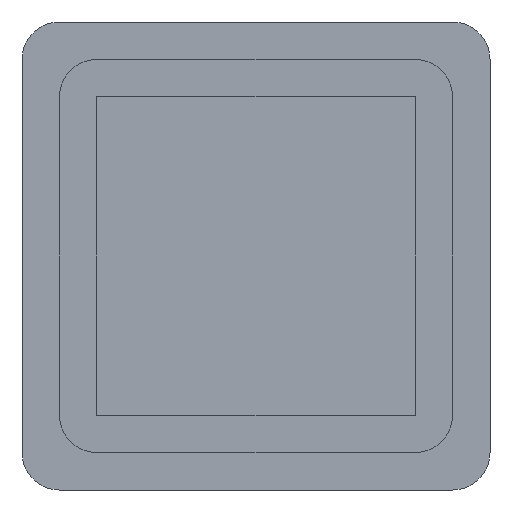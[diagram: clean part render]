
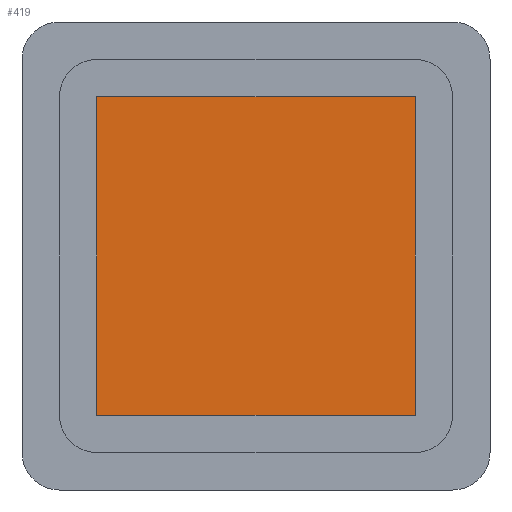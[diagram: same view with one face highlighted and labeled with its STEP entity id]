
A CAD part, front view. The second image highlights one B-rep face of the part: STEP entity #419.
In plain terms, the highlighted planar face has unit normal (0, -1, 0).
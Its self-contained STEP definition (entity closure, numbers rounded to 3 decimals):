
#45=FACE_OUTER_BOUND('',#69,.T.);
#69=EDGE_LOOP('',(#295,#296,#297,#298));
#91=LINE('',#632,#135);
#95=LINE('',#640,#139);
#98=LINE('',#646,#142);
#101=LINE('',#651,#145);
#135=VECTOR('',#506,10.);
#139=VECTOR('',#512,10.);
#142=VECTOR('',#517,10.);
#145=VECTOR('',#522,10.);
#179=VERTEX_POINT('',#630);
#180=VERTEX_POINT('',#631);
#183=VERTEX_POINT('',#639);
#185=VERTEX_POINT('',#645);
#219=EDGE_CURVE('',#179,#180,#91,.T.);
#223=EDGE_CURVE('',#183,#180,#95,.T.);
#226=EDGE_CURVE('',#185,#183,#98,.T.);
#229=EDGE_CURVE('',#179,#185,#101,.T.);
#295=ORIENTED_EDGE('',*,*,#219,.F.);
#296=ORIENTED_EDGE('',*,*,#229,.T.);
#297=ORIENTED_EDGE('',*,*,#226,.T.);
#298=ORIENTED_EDGE('',*,*,#223,.T.);
#403=PLANE('',#466);
#419=ADVANCED_FACE('',(#45),#403,.F.);
#466=AXIS2_PLACEMENT_3D('',#653,#524,#525);
#506=DIRECTION('',(0.,0.,-1.));
#512=DIRECTION('',(1.,0.,0.));
#517=DIRECTION('',(0.,0.,-1.));
#522=DIRECTION('',(-1.,0.,0.));
#524=DIRECTION('center_axis',(0.,1.,0.));
#525=DIRECTION('ref_axis',(0.,0.,1.));
#630=CARTESIAN_POINT('',(8.5,16.,8.5));
#631=CARTESIAN_POINT('',(8.5,16.,-8.5));
#632=CARTESIAN_POINT('',(8.5,16.,5.25));
#639=CARTESIAN_POINT('',(-8.5,16.,-8.5));
#640=CARTESIAN_POINT('',(5.25,16.,-8.5));
#645=CARTESIAN_POINT('',(-8.5,16.,8.5));
#646=CARTESIAN_POINT('',(-8.5,16.,-5.25));
#651=CARTESIAN_POINT('',(-5.25,16.,8.5));
#653=CARTESIAN_POINT('Origin',(0.,16.,0.));
